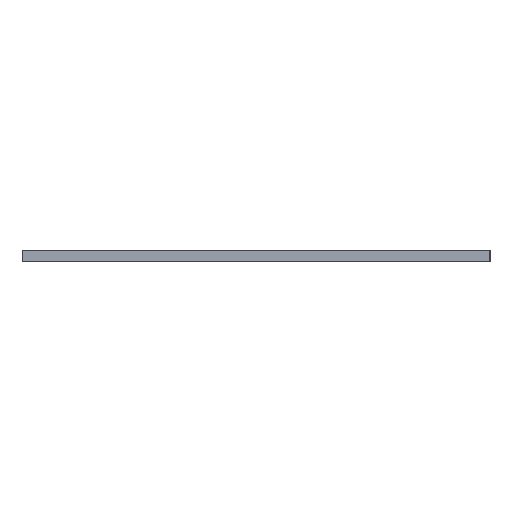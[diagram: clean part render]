
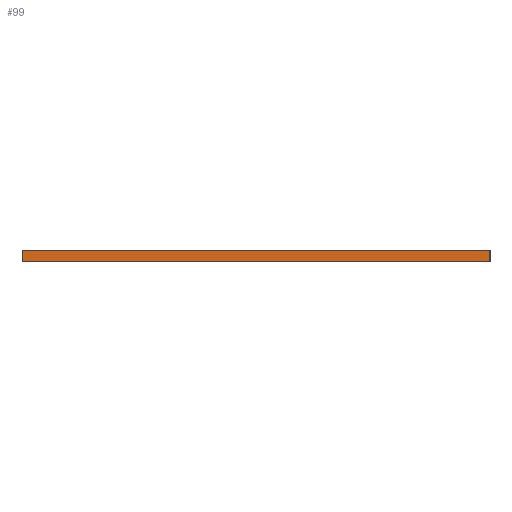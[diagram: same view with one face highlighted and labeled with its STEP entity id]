
A CAD part, left-side view. The second image highlights one B-rep face of the part: STEP entity #99.
In plain terms, the highlighted planar face has unit normal (-1, 0, 0).
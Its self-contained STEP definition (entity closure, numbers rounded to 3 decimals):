
#99=ADVANCED_FACE('',(#111),#105,.T.);
#105=PLANE('',#192);
#111=FACE_OUTER_BOUND('',#117,.T.);
#117=EDGE_LOOP('',(#129,#130,#131,#132));
#129=ORIENTED_EDGE('',*,*,#158,.T.);
#130=ORIENTED_EDGE('',*,*,#156,.T.);
#131=ORIENTED_EDGE('',*,*,#160,.F.);
#132=ORIENTED_EDGE('',*,*,#161,.T.);
#146=VERTEX_POINT('',#225);
#148=VERTEX_POINT('',#229);
#150=VERTEX_POINT('',#235);
#151=VERTEX_POINT('',#239);
#156=EDGE_CURVE('',#146,#148,#168,.T.);
#158=EDGE_CURVE('',#150,#146,#170,.T.);
#160=EDGE_CURVE('',#151,#148,#172,.T.);
#161=EDGE_CURVE('',#151,#150,#173,.T.);
#168=LINE('',#230,#180);
#170=LINE('',#234,#182);
#172=LINE('',#238,#184);
#173=LINE('',#240,#185);
#180=VECTOR('',#201,1.);
#182=VECTOR('',#205,1.);
#184=VECTOR('',#209,1.);
#185=VECTOR('',#210,1.);
#192=AXIS2_PLACEMENT_3D('',#241,#211,#212);
#201=DIRECTION('',(0.,1.,0.));
#205=DIRECTION('',(0.,0.,1.));
#209=DIRECTION('',(0.,0.,1.));
#210=DIRECTION('',(0.,-1.,0.));
#211=DIRECTION('',(-1.,0.,0.));
#212=DIRECTION('',(0.,0.,1.));
#225=CARTESIAN_POINT('',(0.,0.,0.2));
#229=CARTESIAN_POINT('',(0.,8.,0.2));
#230=CARTESIAN_POINT('',(0.,4.,0.2));
#234=CARTESIAN_POINT('',(0.,0.,0.));
#235=CARTESIAN_POINT('',(0.,0.,0.));
#238=CARTESIAN_POINT('',(0.,8.,0.));
#239=CARTESIAN_POINT('',(0.,8.,0.));
#240=CARTESIAN_POINT('',(0.,4.,0.));
#241=CARTESIAN_POINT('',(0.,4.,0.));
